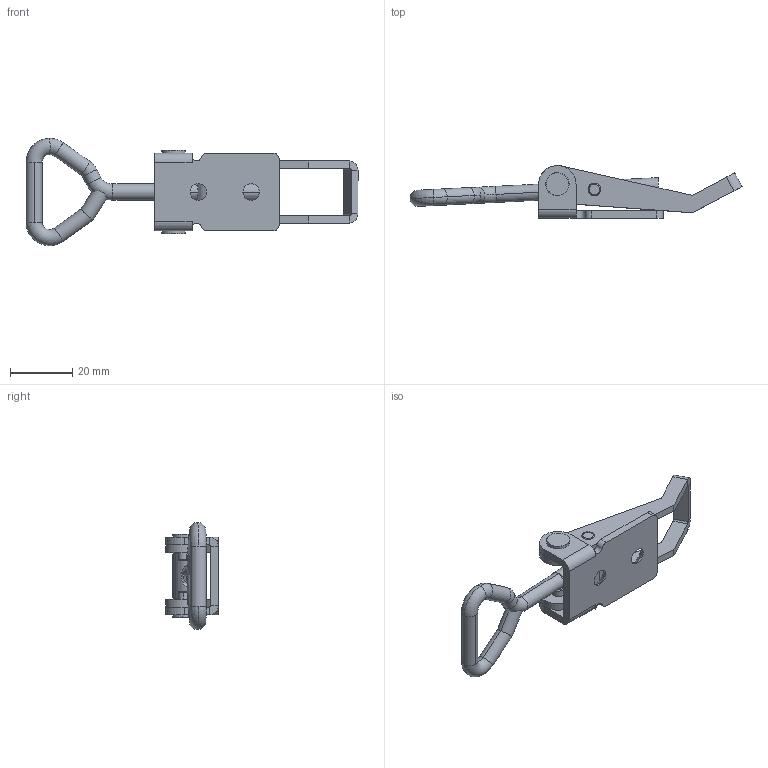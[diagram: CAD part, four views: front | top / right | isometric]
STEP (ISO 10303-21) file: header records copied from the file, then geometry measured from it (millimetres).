
FILE_DESCRIPTION (( 'STEP AP214' ), '1' );
FILE_NAME ('54170 - 702 SC Stainless.STEP', '2018-04-16T14:36:19', ( '' ), ( '' ), 'SwSTEP 2.0', 'SolidWorks 2015', '' );
FILE_SCHEMA (( 'AUTOMOTIVE_DESIGN' ));
Length unit declared in the file: millimetre
Products named in the file (12): 702 - Ansatsnit; 702 - Skruvögla; 702 - Rulle; 702 - Bygel; 702 - Platta SC; 54170 - 702 SC Stainless
Assembly tree (6 placements, depth 2):
  702 - Ansatsnit
  702 - Skruvögla
  702 - Rulle
  702 - Bygel
  702 - Platta SC
Bounding box: 106.77 x 17 x 34.51 mm (x, y, z)
Volume: 9895.9 mm3; surface area: 9519.4 mm2
Topology: 6 solids, 6 shells, 154 faces, 337 edges, 202 vertices
Faces by surface type: cylinder 69, plane 55, cone 16, torus 14
Entity records: 4367 total; most frequent: CARTESIAN_POINT 795, DIRECTION 757, ORIENTED_EDGE 622, EDGE_CURVE 311, AXIS2_PLACEMENT_3D 302, VERTEX_POINT 186, EDGE_LOOP 163, LINE 153
